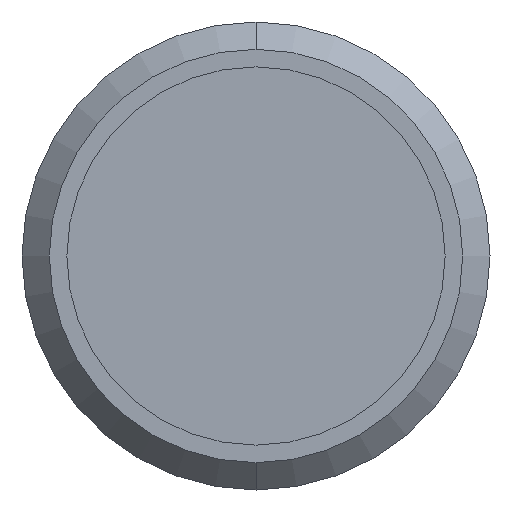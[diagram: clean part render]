
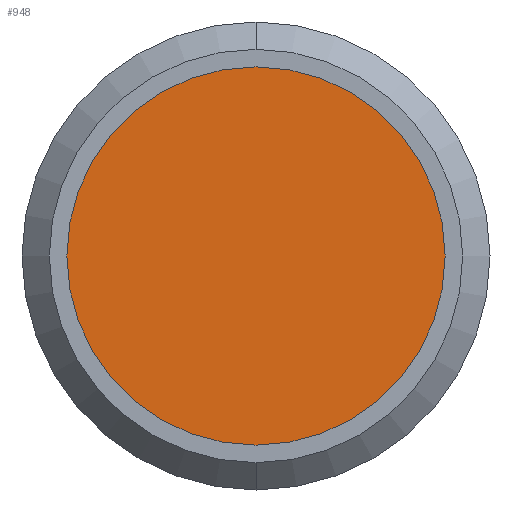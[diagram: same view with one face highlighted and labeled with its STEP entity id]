
A CAD part, front view. The second image highlights one B-rep face of the part: STEP entity #948.
In plain terms, the highlighted planar face has unit normal (0, -1, 0).
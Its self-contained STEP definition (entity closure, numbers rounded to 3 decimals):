
#948=ADVANCED_FACE('',(#1856),#1857,.T.);
#974=EDGE_CURVE('',#1896,#1897,#1898,.T.);
#976=EDGE_CURVE('',#1896,#1897,#1900,.T.);
#1856=FACE_OUTER_BOUND('',#3175,.T.);
#1857=PLANE('',#3176);
#1896=VERTEX_POINT('',#3216);
#1897=VERTEX_POINT('',#3217);
#1898=CIRCLE('',#3218,4.85);
#1900=CIRCLE('',#3221,4.85);
#3175=EDGE_LOOP('',(#5335,#5336));
#3176=AXIS2_PLACEMENT_3D('',#5337,#5338,#5339);
#3216=CARTESIAN_POINT('',(4.85,-0.01,0.0));
#3217=CARTESIAN_POINT('',(-4.85,-0.01,0.0));
#3218=AXIS2_PLACEMENT_3D('',#5434,#5435,#5436);
#3221=AXIS2_PLACEMENT_3D('',#5437,#5438,#5439);
#5335=ORIENTED_EDGE('',*,*,#974,.F.);
#5336=ORIENTED_EDGE('',*,*,#976,.T.);
#5337=CARTESIAN_POINT('',(0.0,-0.01,0.0));
#5338=DIRECTION('',(0.0,-1.0,0.0));
#5339=DIRECTION('',(1.0,0.0,0.0));
#5434=CARTESIAN_POINT('',(0.0,-0.01,0.0));
#5435=DIRECTION('',(-0.0,1.0,0.0));
#5436=DIRECTION('',(1.0,0.0,0.0));
#5437=CARTESIAN_POINT('',(0.0,-0.01,0.0));
#5438=DIRECTION('',(0.0,-1.0,0.0));
#5439=DIRECTION('',(1.0,0.0,0.0));
